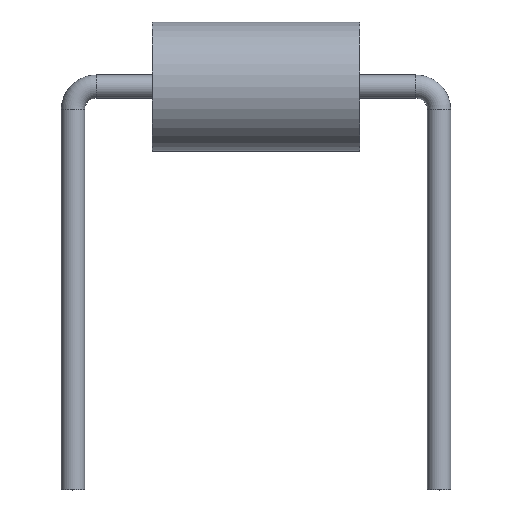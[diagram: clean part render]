
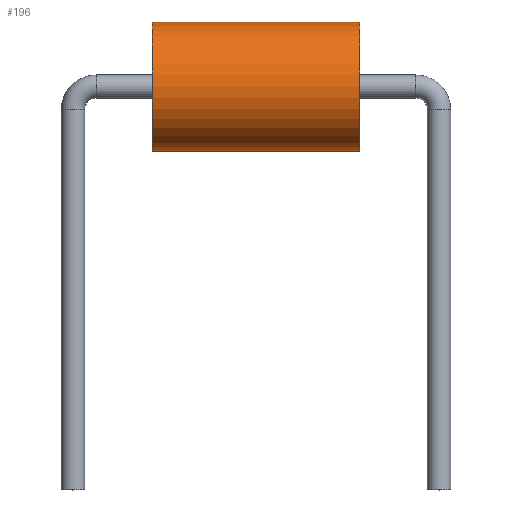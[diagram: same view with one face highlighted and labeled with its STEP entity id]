
A CAD part, top view. The second image highlights one B-rep face of the part: STEP entity #196.
In plain terms, the highlighted cylindrical face has radius 2.8 mm (diameter 5.6 mm), a partial arc.
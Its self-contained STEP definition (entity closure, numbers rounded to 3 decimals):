
#1 = CARTESIAN_POINT ( 'NONE',  ( -4.5, 5.6, 0. ) ) ;
#9 = DIRECTION ( 'NONE',  ( -1., 0., 0. ) ) ;
#21 = CARTESIAN_POINT ( 'NONE',  ( -29.9, 0., 0. ) ) ;
#31 = LINE ( 'NONE', #21, #205 ) ;
#44 = VERTEX_POINT ( 'NONE', #1 ) ;
#48 = CARTESIAN_POINT ( 'NONE',  ( -4.5, 2.8, 0. ) ) ;
#60 = DIRECTION ( 'NONE',  ( -1., 0., 0. ) ) ;
#89 = DIRECTION ( 'NONE',  ( 0., -1., 0. ) ) ;
#107 = EDGE_CURVE ( 'NONE', #425, #188, #241, .T. ) ;
#121 = EDGE_CURVE ( 'NONE', #188, #44, #139, .T. ) ;
#131 = DIRECTION ( 'NONE',  ( -1., 0., 0. ) ) ;
#139 = LINE ( 'NONE', #202, #270 ) ;
#155 = ORIENTED_EDGE ( 'NONE', *, *, #183, .F. ) ;
#166 = AXIS2_PLACEMENT_3D ( 'NONE', #170, #327, #89 ) ;
#170 = CARTESIAN_POINT ( 'NONE',  ( -29.9, 2.8, 0. ) ) ;
#181 = CYLINDRICAL_SURFACE ( 'NONE', #166, 2.8 ) ;
#183 = EDGE_CURVE ( 'NONE', #233, #44, #259, .T. ) ;
#188 = VERTEX_POINT ( 'NONE', #462 ) ;
#196 = ADVANCED_FACE ( 'NONE', ( #496 ), #181, .T. ) ;
#202 = CARTESIAN_POINT ( 'NONE',  ( -29.9, 5.6, 0. ) ) ;
#205 = VECTOR ( 'NONE', #60, 1000. ) ;
#212 = ORIENTED_EDGE ( 'NONE', *, *, #121, .T. ) ;
#233 = VERTEX_POINT ( 'NONE', #379 ) ;
#241 = CIRCLE ( 'NONE', #319, 2.8 ) ;
#252 = ORIENTED_EDGE ( 'NONE', *, *, #468, .F. ) ;
#259 = CIRCLE ( 'NONE', #442, 2.8 ) ;
#270 = VECTOR ( 'NONE', #9, 1000. ) ;
#292 = DIRECTION ( 'NONE',  ( 0., -1., 0. ) ) ;
#319 = AXIS2_PLACEMENT_3D ( 'NONE', #516, #131, #292 ) ;
#327 = DIRECTION ( 'NONE',  ( -1., 0., 0. ) ) ;
#352 = CARTESIAN_POINT ( 'NONE',  ( 4.5, 0., 0. ) ) ;
#379 = CARTESIAN_POINT ( 'NONE',  ( -4.5, 0., 0. ) ) ;
#420 = DIRECTION ( 'NONE',  ( 0., -1., 0. ) ) ;
#425 = VERTEX_POINT ( 'NONE', #352 ) ;
#442 = AXIS2_PLACEMENT_3D ( 'NONE', #48, #511, #420 ) ;
#451 = ORIENTED_EDGE ( 'NONE', *, *, #107, .T. ) ;
#462 = CARTESIAN_POINT ( 'NONE',  ( 4.5, 5.6, 0. ) ) ;
#468 = EDGE_CURVE ( 'NONE', #425, #233, #31, .T. ) ;
#474 = EDGE_LOOP ( 'NONE', ( #451, #212, #155, #252 ) ) ;
#496 = FACE_OUTER_BOUND ( 'NONE', #474, .T. ) ;
#511 = DIRECTION ( 'NONE',  ( -1., 0., 0. ) ) ;
#516 = CARTESIAN_POINT ( 'NONE',  ( 4.5, 2.8, 0. ) ) ;
